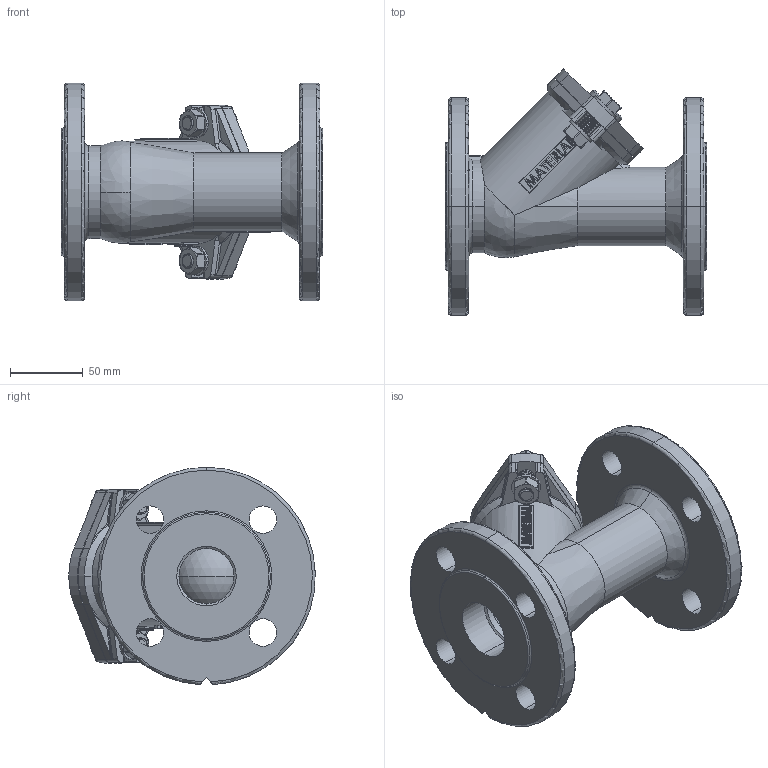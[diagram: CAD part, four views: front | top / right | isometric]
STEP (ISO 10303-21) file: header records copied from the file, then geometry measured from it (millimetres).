
FILE_DESCRIPTION (( 'STEP AP203' ), '1' );
FILE_NAME ('BRIDADA DN 40.STEP', '2019-03-18T15:26:54', ( '' ), ( '' ), 'SwSTEP 2.0', 'SolidWorks 2018', '' );
FILE_SCHEMA (( 'CONFIG_CONTROL_DESIGN' ));
Length unit declared in the file: millimetre
Products named in the file (1): BRIDADA DN 40
Bounding box: 180 x 169.87 x 149.84 mm (x, y, z)
Volume: 853423.5 mm3; surface area: 191344 mm2
Topology: 8 solids, 8 shells, 751 faces, 1912 edges, 1199 vertices
Faces by surface type: cylinder 332, plane 273, torus 72, cone 35, bspline 31, sphere 8
Entity records: 32220 total; most frequent: CARTESIAN_POINT 15108, ORIENTED_EDGE 3782, DIRECTION 3316, EDGE_CURVE 1891, AXIS2_PLACEMENT_3D 1206, VERTEX_POINT 1190, VECTOR 904, LINE 904
